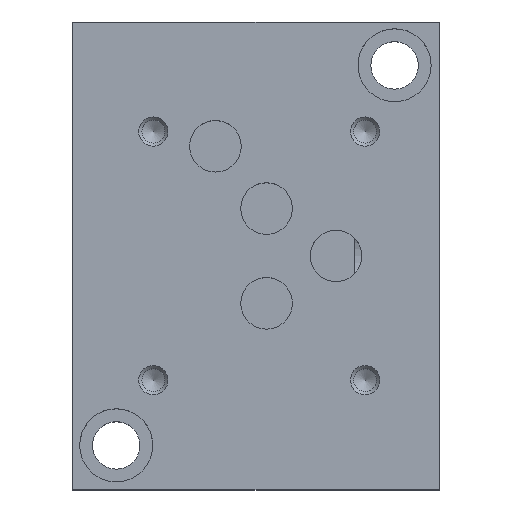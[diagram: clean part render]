
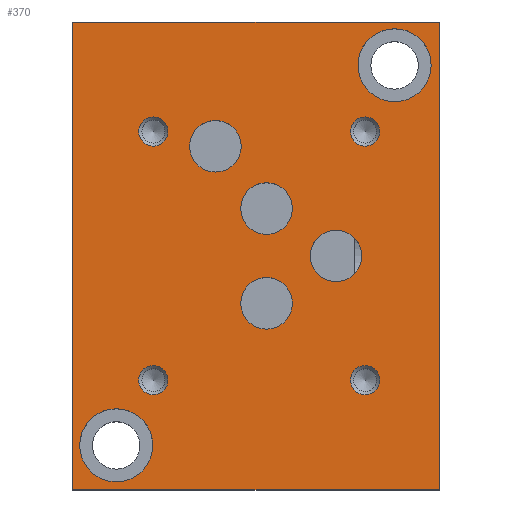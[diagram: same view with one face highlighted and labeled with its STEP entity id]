
A CAD part, top view. The second image highlights one B-rep face of the part: STEP entity #370.
In plain terms, the highlighted planar face has unit normal (0, 0, 1).
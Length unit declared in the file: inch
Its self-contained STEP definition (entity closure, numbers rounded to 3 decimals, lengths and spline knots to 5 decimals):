
#370 = ADVANCED_FACE( '', ( #900, #901, #902, #903, #904, #905, #906, #907, #908, #909, #910 ), #911, .F. );
#900 = FACE_BOUND( '', #1623, .T. );
#901 = FACE_BOUND( '', #1624, .T. );
#902 = FACE_BOUND( '', #1625, .T. );
#903 = FACE_BOUND( '', #1626, .T. );
#904 = FACE_BOUND( '', #1627, .T. );
#905 = FACE_BOUND( '', #1628, .T. );
#906 = FACE_BOUND( '', #1629, .T. );
#907 = FACE_BOUND( '', #1630, .T. );
#908 = FACE_BOUND( '', #1631, .T. );
#909 = FACE_BOUND( '', #1632, .T. );
#910 = FACE_OUTER_BOUND( '', #1633, .T. );
#911 = PLANE( '', #1634 );
#1623 = EDGE_LOOP( '', ( #2647 ) );
#1624 = EDGE_LOOP( '', ( #2648 ) );
#1625 = EDGE_LOOP( '', ( #2649 ) );
#1626 = EDGE_LOOP( '', ( #2650 ) );
#1627 = EDGE_LOOP( '', ( #2651 ) );
#1628 = EDGE_LOOP( '', ( #2652 ) );
#1629 = EDGE_LOOP( '', ( #2653 ) );
#1630 = EDGE_LOOP( '', ( #2654 ) );
#1631 = EDGE_LOOP( '', ( #2655 ) );
#1632 = EDGE_LOOP( '', ( #2656 ) );
#1633 = EDGE_LOOP( '', ( #2657, #2658, #2659, #2660 ) );
#1634 = AXIS2_PLACEMENT_3D( '', #2661, #2662, #2663 );
#2647 = ORIENTED_EDGE( '', *, *, #4265, .T. );
#2648 = ORIENTED_EDGE( '', *, *, #3991, .T. );
#2649 = ORIENTED_EDGE( '', *, *, #4266, .F. );
#2650 = ORIENTED_EDGE( '', *, *, #4267, .F. );
#2651 = ORIENTED_EDGE( '', *, *, #4268, .F. );
#2652 = ORIENTED_EDGE( '', *, *, #4269, .F. );
#2653 = ORIENTED_EDGE( '', *, *, #4044, .F. );
#2654 = ORIENTED_EDGE( '', *, *, #4270, .F. );
#2655 = ORIENTED_EDGE( '', *, *, #4271, .F. );
#2656 = ORIENTED_EDGE( '', *, *, #4272, .F. );
#2657 = ORIENTED_EDGE( '', *, *, #4126, .T. );
#2658 = ORIENTED_EDGE( '', *, *, #4273, .F. );
#2659 = ORIENTED_EDGE( '', *, *, #4070, .F. );
#2660 = ORIENTED_EDGE( '', *, *, #4274, .T. );
#2661 = CARTESIAN_POINT( '', ( 3.13, 4., 1.25 ) );
#2662 = DIRECTION( '', ( 0., 0., -1. ) );
#2663 = DIRECTION( '', ( -1., 0., 0. ) );
#3991 = EDGE_CURVE( '', #4720, #4720, #4721, .T. );
#4044 = EDGE_CURVE( '', #4811, #4811, #4812, .T. );
#4070 = EDGE_CURVE( '', #4858, #4860, #4861, .T. );
#4126 = EDGE_CURVE( '', #4950, #4954, #4956, .T. );
#4265 = EDGE_CURVE( '', #5180, #5180, #5181, .T. );
#4266 = EDGE_CURVE( '', #5182, #5182, #5183, .T. );
#4267 = EDGE_CURVE( '', #5184, #5184, #5185, .T. );
#4268 = EDGE_CURVE( '', #5186, #5186, #5187, .T. );
#4269 = EDGE_CURVE( '', #5188, #5188, #5189, .T. );
#4270 = EDGE_CURVE( '', #5190, #5190, #5191, .T. );
#4271 = EDGE_CURVE( '', #5192, #5192, #5193, .T. );
#4272 = EDGE_CURVE( '', #5194, #5194, #5195, .T. );
#4273 = EDGE_CURVE( '', #4860, #4954, #5196, .T. );
#4274 = EDGE_CURVE( '', #4858, #4950, #5197, .T. );
#4720 = VERTEX_POINT( '', #5788 );
#4721 = CIRCLE( '', #5789, 0.3125 );
#4811 = VERTEX_POINT( '', #5909 );
#4812 = CIRCLE( '', #5910, 0.2205 );
#4858 = VERTEX_POINT( '', #5971 );
#4860 = VERTEX_POINT( '', #5974 );
#4861 = LINE( '', #5975, #5976 );
#4950 = VERTEX_POINT( '', #6096 );
#4954 = VERTEX_POINT( '', #6102 );
#4956 = LINE( '', #6105, #6106 );
#5180 = VERTEX_POINT( '', #6421 );
#5181 = CIRCLE( '', #6422, 0.3125 );
#5182 = VERTEX_POINT( '', #6423 );
#5183 = CIRCLE( '', #6424, 0.125 );
#5184 = VERTEX_POINT( '', #6425 );
#5185 = CIRCLE( '', #6426, 0.125 );
#5186 = VERTEX_POINT( '', #6427 );
#5187 = CIRCLE( '', #6428, 0.125 );
#5188 = VERTEX_POINT( '', #6429 );
#5189 = CIRCLE( '', #6430, 0.125 );
#5190 = VERTEX_POINT( '', #6431 );
#5191 = CIRCLE( '', #6432, 0.2205 );
#5192 = VERTEX_POINT( '', #6433 );
#5193 = CIRCLE( '', #6434, 0.2205 );
#5194 = VERTEX_POINT( '', #6435 );
#5195 = CIRCLE( '', #6436, 0.2205 );
#5196 = LINE( '', #6437, #6438 );
#5197 = LINE( '', #6439, #6440 );
#5788 = CARTESIAN_POINT( '', ( 0.0575, 0.38, 1.25 ) );
#5789 = AXIS2_PLACEMENT_3D( '', #7193, #7194, #7195 );
#5909 = CARTESIAN_POINT( '', ( 1.8755, 1.594, 1.25 ) );
#5910 = AXIS2_PLACEMENT_3D( '', #7253, #7254, #7255 );
#5971 = CARTESIAN_POINT( '', ( 3.13, 4., 1.25 ) );
#5974 = CARTESIAN_POINT( '', ( 3.13, 0., 1.25 ) );
#5975 = CARTESIAN_POINT( '', ( 3.13, 4., 1.25 ) );
#5976 = VECTOR( '', #7287, 39.37008 );
#6096 = CARTESIAN_POINT( '', ( 0., 4., 1.25 ) );
#6102 = CARTESIAN_POINT( '', ( 0., 0., 1.25 ) );
#6105 = CARTESIAN_POINT( '', ( 0., 4., 1.25 ) );
#6106 = VECTOR( '', #7352, 39.37008 );
#6421 = CARTESIAN_POINT( '', ( 2.4375, 3.63, 1.25 ) );
#6422 = AXIS2_PLACEMENT_3D( '', #7512, #7513, #7514 );
#6423 = CARTESIAN_POINT( '', ( 0.812, 3.063, 1.25 ) );
#6424 = AXIS2_PLACEMENT_3D( '', #7515, #7516, #7517 );
#6425 = CARTESIAN_POINT( '', ( 0.812, 0.937, 1.25 ) );
#6426 = AXIS2_PLACEMENT_3D( '', #7518, #7519, #7520 );
#6427 = CARTESIAN_POINT( '', ( 2.623, 0.937, 1.25 ) );
#6428 = AXIS2_PLACEMENT_3D( '', #7521, #7522, #7523 );
#6429 = CARTESIAN_POINT( '', ( 2.623, 3.063, 1.25 ) );
#6430 = AXIS2_PLACEMENT_3D( '', #7524, #7525, #7526 );
#6431 = CARTESIAN_POINT( '', ( 1.8755, 2.405, 1.25 ) );
#6432 = AXIS2_PLACEMENT_3D( '', #7527, #7528, #7529 );
#6433 = CARTESIAN_POINT( '', ( 1.4385, 2.937, 1.25 ) );
#6434 = AXIS2_PLACEMENT_3D( '', #7530, #7531, #7532 );
#6435 = CARTESIAN_POINT( '', ( 2.4705, 2., 1.25 ) );
#6436 = AXIS2_PLACEMENT_3D( '', #7533, #7534, #7535 );
#6437 = CARTESIAN_POINT( '', ( 3.13, 0., 1.25 ) );
#6438 = VECTOR( '', #7536, 39.37008 );
#6439 = CARTESIAN_POINT( '', ( 3.13, 4., 1.25 ) );
#6440 = VECTOR( '', #7537, 39.37008 );
#7193 = CARTESIAN_POINT( '', ( 0.37, 0.38, 1.25 ) );
#7194 = DIRECTION( '', ( 0., 0., -1. ) );
#7195 = DIRECTION( '', ( -1., 0., 0. ) );
#7253 = CARTESIAN_POINT( '', ( 1.655, 1.594, 1.25 ) );
#7254 = DIRECTION( '', ( 0., 0., 1. ) );
#7255 = DIRECTION( '', ( 1., 0., 0. ) );
#7287 = DIRECTION( '', ( 0., -1., 0. ) );
#7352 = DIRECTION( '', ( 0., -1., 0. ) );
#7512 = CARTESIAN_POINT( '', ( 2.75, 3.63, 1.25 ) );
#7513 = DIRECTION( '', ( 0., 0., -1. ) );
#7514 = DIRECTION( '', ( -1., 0., 0. ) );
#7515 = CARTESIAN_POINT( '', ( 0.687, 3.063, 1.25 ) );
#7516 = DIRECTION( '', ( 0., 0., 1. ) );
#7517 = DIRECTION( '', ( 1., 0., 0. ) );
#7518 = CARTESIAN_POINT( '', ( 0.687, 0.937, 1.25 ) );
#7519 = DIRECTION( '', ( 0., 0., 1. ) );
#7520 = DIRECTION( '', ( 1., 0., 0. ) );
#7521 = CARTESIAN_POINT( '', ( 2.498, 0.937, 1.25 ) );
#7522 = DIRECTION( '', ( 0., 0., 1. ) );
#7523 = DIRECTION( '', ( 1., 0., 0. ) );
#7524 = CARTESIAN_POINT( '', ( 2.498, 3.063, 1.25 ) );
#7525 = DIRECTION( '', ( 0., 0., 1. ) );
#7526 = DIRECTION( '', ( 1., 0., 0. ) );
#7527 = CARTESIAN_POINT( '', ( 1.655, 2.405, 1.25 ) );
#7528 = DIRECTION( '', ( 0., 0., 1. ) );
#7529 = DIRECTION( '', ( 1., 0., 0. ) );
#7530 = CARTESIAN_POINT( '', ( 1.218, 2.937, 1.25 ) );
#7531 = DIRECTION( '', ( 0., 0., 1. ) );
#7532 = DIRECTION( '', ( 1., 0., 0. ) );
#7533 = CARTESIAN_POINT( '', ( 2.25, 2., 1.25 ) );
#7534 = DIRECTION( '', ( 0., 0., 1. ) );
#7535 = DIRECTION( '', ( 1., 0., 0. ) );
#7536 = DIRECTION( '', ( -1., 0., 0. ) );
#7537 = DIRECTION( '', ( -1., 0., 0. ) );
